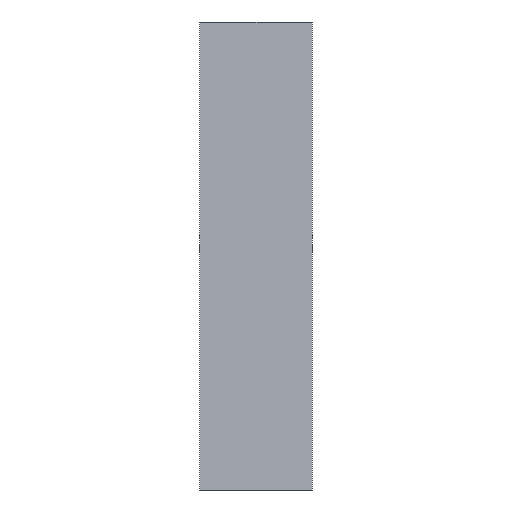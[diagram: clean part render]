
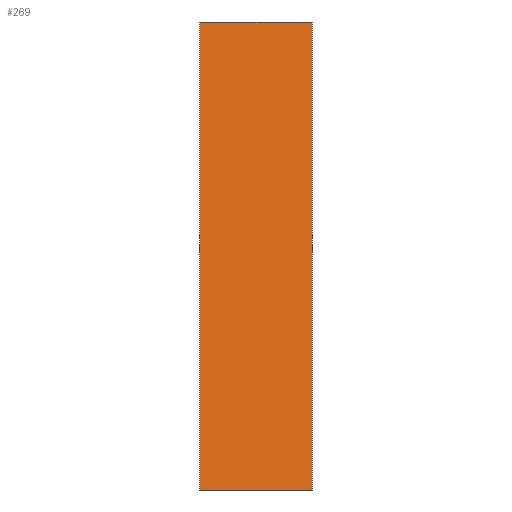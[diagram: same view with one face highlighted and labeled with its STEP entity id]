
A CAD part, left-side view. The second image highlights one B-rep face of the part: STEP entity #269.
In plain terms, the highlighted planar face has unit normal (-0.966, -0.259, 0).
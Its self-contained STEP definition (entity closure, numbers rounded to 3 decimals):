
#1 = EDGE_CURVE ( 'NONE', #43, #45, #317, .T. ) ;
#4 = EDGE_CURVE ( 'NONE', #27, #43, #48, .T. ) ;
#9 = FACE_OUTER_BOUND ( 'NONE', #281, .T. ) ;
#27 = VERTEX_POINT ( 'NONE', #134 ) ;
#38 = CARTESIAN_POINT ( 'NONE',  ( 0., 0., 50. ) ) ;
#39 = DIRECTION ( 'NONE',  ( 0., 0., -1. ) ) ;
#40 = VERTEX_POINT ( 'NONE', #152 ) ;
#43 = VERTEX_POINT ( 'NONE', #138 ) ;
#45 = VERTEX_POINT ( 'NONE', #136 ) ;
#48 = LINE ( 'NONE', #160, #49 ) ;
#49 = VECTOR ( 'NONE', #159, 1000. ) ;
#83 = DIRECTION ( 'NONE',  ( 0., 0., -1. ) ) ;
#86 = CARTESIAN_POINT ( 'NONE',  ( 0., 0., 0. ) ) ;
#89 = CARTESIAN_POINT ( 'NONE',  ( -3.215, 12., 50. ) ) ;
#91 = DIRECTION ( 'NONE',  ( 0.259, -0.966, 0. ) ) ;
#118 = ORIENTED_EDGE ( 'NONE', *, *, #364, .T. ) ;
#119 = ORIENTED_EDGE ( 'NONE', *, *, #1, .F. ) ;
#120 = ORIENTED_EDGE ( 'NONE', *, *, #4, .F. ) ;
#121 = ORIENTED_EDGE ( 'NONE', *, *, #362, .T. ) ;
#134 = CARTESIAN_POINT ( 'NONE',  ( -3.215, 12., 50. ) ) ;
#136 = CARTESIAN_POINT ( 'NONE',  ( 0., 0., 0. ) ) ;
#138 = CARTESIAN_POINT ( 'NONE',  ( 0., 0., 50. ) ) ;
#152 = CARTESIAN_POINT ( 'NONE',  ( -3.215, 12., 0. ) ) ;
#159 = DIRECTION ( 'NONE',  ( 0.259, -0.966, 0. ) ) ;
#160 = CARTESIAN_POINT ( 'NONE',  ( 0., 0., 50. ) ) ;
#178 = LINE ( 'NONE', #89, #179 ) ;
#179 = VECTOR ( 'NONE', #83, 1000. ) ;
#232 = CARTESIAN_POINT ( 'NONE',  ( 0., 0., 50. ) ) ;
#243 = DIRECTION ( 'NONE',  ( -0.259, 0.966, 0. ) ) ;
#248 = DIRECTION ( 'NONE',  ( 0.966, 0.259, 0. ) ) ;
#254 = PLANE ( 'NONE',  #352 ) ;
#269 = ADVANCED_FACE ( 'NONE', ( #9 ), #254, .F. ) ;
#281 = EDGE_LOOP ( 'NONE', ( #118, #119, #120, #121 ) ) ;
#304 = LINE ( 'NONE', #86, #305 ) ;
#305 = VECTOR ( 'NONE', #91, 1000. ) ;
#317 = LINE ( 'NONE', #38, #318 ) ;
#318 = VECTOR ( 'NONE', #39, 1000. ) ;
#352 = AXIS2_PLACEMENT_3D ( 'NONE', #232, #248, #243 ) ;
#362 = EDGE_CURVE ( 'NONE', #27, #40, #178, .T. ) ;
#364 = EDGE_CURVE ( 'NONE', #40, #45, #304, .T. ) ;
